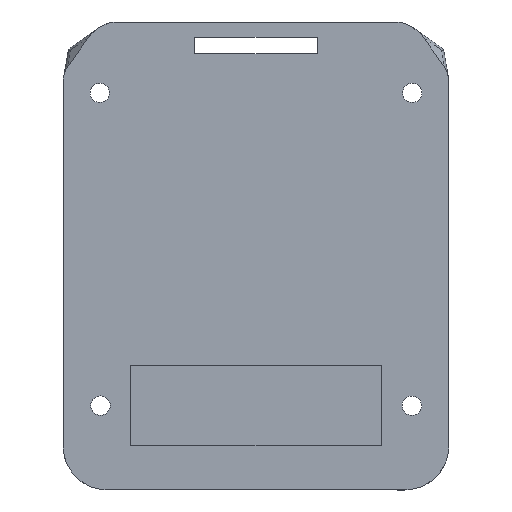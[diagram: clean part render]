
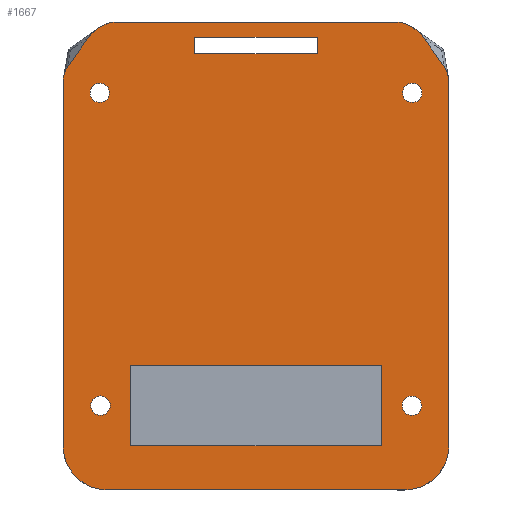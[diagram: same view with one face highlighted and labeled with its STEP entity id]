
A CAD part, top view. The second image highlights one B-rep face of the part: STEP entity #1667.
In plain terms, the highlighted planar face has unit normal (0, 0, 1).
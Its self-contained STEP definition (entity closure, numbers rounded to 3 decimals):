
#39=FACE_BOUND('',#288,.T.);
#40=FACE_BOUND('',#289,.T.);
#41=FACE_BOUND('',#290,.T.);
#42=FACE_BOUND('',#291,.T.);
#43=FACE_BOUND('',#292,.T.);
#44=FACE_BOUND('',#293,.T.);
#46=CIRCLE('',#1778,7.932);
#48=CIRCLE('',#1781,7.932);
#49=CIRCLE('',#1786,1.75);
#50=CIRCLE('',#1787,1.75);
#51=CIRCLE('',#1788,1.75);
#52=CIRCLE('',#1789,1.75);
#109=ELLIPSE('',#1782,3.354,2.);
#110=ELLIPSE('',#1783,4.,2.);
#111=ELLIPSE('',#1784,4.,2.);
#112=ELLIPSE('',#1785,3.354,2.);
#191=FACE_OUTER_BOUND('',#287,.T.);
#287=EDGE_LOOP('',(#1132,#1133,#1134,#1135,#1136,#1137,#1138,#1139,#1140,
#1141,#1142,#1143));
#288=EDGE_LOOP('',(#1144,#1145,#1146,#1147));
#289=EDGE_LOOP('',(#1148));
#290=EDGE_LOOP('',(#1149));
#291=EDGE_LOOP('',(#1150,#1151,#1152,#1153));
#292=EDGE_LOOP('',(#1154));
#293=EDGE_LOOP('',(#1155));
#400=LINE('',#2469,#553);
#404=LINE('',#2497,#557);
#405=LINE('',#2499,#558);
#406=LINE('',#2503,#559);
#407=LINE('',#2507,#560);
#408=LINE('',#2511,#561);
#409=LINE('',#2514,#562);
#410=LINE('',#2516,#563);
#411=LINE('',#2518,#564);
#412=LINE('',#2519,#565);
#413=LINE('',#2526,#566);
#414=LINE('',#2528,#567);
#415=LINE('',#2530,#568);
#416=LINE('',#2531,#569);
#553=VECTOR('',#1963,10.);
#557=VECTOR('',#1979,10.);
#558=VECTOR('',#1980,10.);
#559=VECTOR('',#1983,10.);
#560=VECTOR('',#1986,10.);
#561=VECTOR('',#1989,10.);
#562=VECTOR('',#1992,10.);
#563=VECTOR('',#1993,10.);
#564=VECTOR('',#1994,10.);
#565=VECTOR('',#1995,10.);
#566=VECTOR('',#2000,10.);
#567=VECTOR('',#2001,10.);
#568=VECTOR('',#2002,10.);
#569=VECTOR('',#2003,10.);
#705=VERTEX_POINT('',#2466);
#706=VERTEX_POINT('',#2468);
#710=VERTEX_POINT('',#2486);
#711=VERTEX_POINT('',#2488);
#713=VERTEX_POINT('',#2494);
#714=VERTEX_POINT('',#2495);
#715=VERTEX_POINT('',#2498);
#716=VERTEX_POINT('',#2500);
#717=VERTEX_POINT('',#2502);
#718=VERTEX_POINT('',#2504);
#719=VERTEX_POINT('',#2506);
#720=VERTEX_POINT('',#2508);
#721=VERTEX_POINT('',#2510);
#722=VERTEX_POINT('',#2512);
#723=VERTEX_POINT('',#2515);
#724=VERTEX_POINT('',#2517);
#725=VERTEX_POINT('',#2520);
#726=VERTEX_POINT('',#2522);
#727=VERTEX_POINT('',#2524);
#728=VERTEX_POINT('',#2525);
#729=VERTEX_POINT('',#2527);
#730=VERTEX_POINT('',#2529);
#731=VERTEX_POINT('',#2532);
#732=VERTEX_POINT('',#2534);
#864=EDGE_CURVE('',#705,#706,#400,.T.);
#869=EDGE_CURVE('',#711,#710,#46,.T.);
#872=EDGE_CURVE('',#713,#714,#48,.T.);
#873=EDGE_CURVE('',#714,#711,#404,.T.);
#874=EDGE_CURVE('',#710,#715,#405,.T.);
#875=EDGE_CURVE('',#715,#716,#109,.T.);
#876=EDGE_CURVE('',#716,#717,#406,.T.);
#877=EDGE_CURVE('',#717,#718,#110,.T.);
#878=EDGE_CURVE('',#718,#719,#407,.T.);
#879=EDGE_CURVE('',#719,#720,#111,.T.);
#880=EDGE_CURVE('',#720,#721,#408,.T.);
#881=EDGE_CURVE('',#721,#722,#112,.T.);
#882=EDGE_CURVE('',#722,#713,#409,.T.);
#883=EDGE_CURVE('',#705,#723,#410,.T.);
#884=EDGE_CURVE('',#723,#724,#411,.T.);
#885=EDGE_CURVE('',#724,#706,#412,.T.);
#886=EDGE_CURVE('',#725,#725,#49,.T.);
#887=EDGE_CURVE('',#726,#726,#50,.T.);
#888=EDGE_CURVE('',#727,#728,#413,.T.);
#889=EDGE_CURVE('',#728,#729,#414,.T.);
#890=EDGE_CURVE('',#729,#730,#415,.T.);
#891=EDGE_CURVE('',#730,#727,#416,.T.);
#892=EDGE_CURVE('',#731,#731,#51,.T.);
#893=EDGE_CURVE('',#732,#732,#52,.T.);
#1132=ORIENTED_EDGE('',*,*,#872,.T.);
#1133=ORIENTED_EDGE('',*,*,#873,.T.);
#1134=ORIENTED_EDGE('',*,*,#869,.T.);
#1135=ORIENTED_EDGE('',*,*,#874,.T.);
#1136=ORIENTED_EDGE('',*,*,#875,.T.);
#1137=ORIENTED_EDGE('',*,*,#876,.T.);
#1138=ORIENTED_EDGE('',*,*,#877,.T.);
#1139=ORIENTED_EDGE('',*,*,#878,.T.);
#1140=ORIENTED_EDGE('',*,*,#879,.T.);
#1141=ORIENTED_EDGE('',*,*,#880,.T.);
#1142=ORIENTED_EDGE('',*,*,#881,.T.);
#1143=ORIENTED_EDGE('',*,*,#882,.T.);
#1144=ORIENTED_EDGE('',*,*,#883,.T.);
#1145=ORIENTED_EDGE('',*,*,#884,.T.);
#1146=ORIENTED_EDGE('',*,*,#885,.T.);
#1147=ORIENTED_EDGE('',*,*,#864,.F.);
#1148=ORIENTED_EDGE('',*,*,#886,.T.);
#1149=ORIENTED_EDGE('',*,*,#887,.T.);
#1150=ORIENTED_EDGE('',*,*,#888,.T.);
#1151=ORIENTED_EDGE('',*,*,#889,.T.);
#1152=ORIENTED_EDGE('',*,*,#890,.T.);
#1153=ORIENTED_EDGE('',*,*,#891,.T.);
#1154=ORIENTED_EDGE('',*,*,#892,.T.);
#1155=ORIENTED_EDGE('',*,*,#893,.T.);
#1630=PLANE('',#1780);
#1667=ADVANCED_FACE('',(#191,#39,#40,#41,#42,#43,#44),#1630,.T.);
#1778=AXIS2_PLACEMENT_3D('',#2489,#1970,#1971);
#1780=AXIS2_PLACEMENT_3D('',#2493,#1975,#1976);
#1781=AXIS2_PLACEMENT_3D('',#2496,#1977,#1978);
#1782=AXIS2_PLACEMENT_3D('',#2501,#1981,#1982);
#1783=AXIS2_PLACEMENT_3D('',#2505,#1984,#1985);
#1784=AXIS2_PLACEMENT_3D('',#2509,#1987,#1988);
#1785=AXIS2_PLACEMENT_3D('',#2513,#1990,#1991);
#1786=AXIS2_PLACEMENT_3D('',#2521,#1996,#1997);
#1787=AXIS2_PLACEMENT_3D('',#2523,#1998,#1999);
#1788=AXIS2_PLACEMENT_3D('',#2533,#2004,#2005);
#1789=AXIS2_PLACEMENT_3D('',#2535,#2006,#2007);
#1963=DIRECTION('',(1.,0.,0.));
#1970=DIRECTION('center_axis',(0.,0.,1.));
#1971=DIRECTION('ref_axis',(1.,0.,0.));
#1975=DIRECTION('center_axis',(0.,0.,1.));
#1976=DIRECTION('ref_axis',(-1.,0.,0.));
#1977=DIRECTION('center_axis',(0.,0.,1.));
#1978=DIRECTION('ref_axis',(1.,0.,0.));
#1979=DIRECTION('',(1.,0.,0.));
#1980=DIRECTION('',(0.,1.,0.));
#1981=DIRECTION('center_axis',(0.,0.,1.));
#1982=DIRECTION('ref_axis',(0.171,-0.985,0.));
#1983=DIRECTION('',(-0.577,0.816,0.));
#1984=DIRECTION('center_axis',(0.,0.,1.));
#1985=DIRECTION('ref_axis',(-0.816,0.577,0.));
#1986=DIRECTION('',(-1.,0.,0.));
#1987=DIRECTION('center_axis',(0.,0.,1.));
#1988=DIRECTION('ref_axis',(-0.816,-0.577,0.));
#1989=DIRECTION('',(-0.577,-0.816,0.));
#1990=DIRECTION('center_axis',(0.,0.,1.));
#1991=DIRECTION('ref_axis',(0.171,0.985,0.));
#1992=DIRECTION('',(0.,-1.,0.));
#1993=DIRECTION('',(0.,1.,0.));
#1994=DIRECTION('',(1.,0.,0.));
#1995=DIRECTION('',(0.,-1.,0.));
#1996=DIRECTION('center_axis',(0.,0.,-1.));
#1997=DIRECTION('ref_axis',(1.,0.,0.));
#1998=DIRECTION('center_axis',(0.,0.,-1.));
#1999=DIRECTION('ref_axis',(1.,0.,0.));
#2000=DIRECTION('',(0.,-1.,0.));
#2001=DIRECTION('',(-1.,0.,0.));
#2002=DIRECTION('',(0.,1.,0.));
#2003=DIRECTION('',(1.,0.,0.));
#2004=DIRECTION('center_axis',(0.,0.,-1.));
#2005=DIRECTION('ref_axis',(-1.,0.,0.));
#2006=DIRECTION('center_axis',(0.,0.,-1.));
#2007=DIRECTION('ref_axis',(-1.,0.,0.));
#2466=CARTESIAN_POINT('',(-22.5,-5.75,13.7));
#2468=CARTESIAN_POINT('',(22.5,-5.75,13.7));
#2469=CARTESIAN_POINT('',(-34.682,-5.75,13.7));
#2486=CARTESIAN_POINT('',(34.682,-5.75,13.7));
#2488=CARTESIAN_POINT('',(26.75,-13.682,13.7));
#2489=CARTESIAN_POINT('Origin',(26.75,-5.75,13.7));
#2493=CARTESIAN_POINT('Origin',(12.502,23.68,13.7));
#2494=CARTESIAN_POINT('',(-34.682,-5.75,13.7));
#2495=CARTESIAN_POINT('',(-26.75,-13.682,13.7));
#2496=CARTESIAN_POINT('Origin',(-26.75,-5.75,13.7));
#2497=CARTESIAN_POINT('',(-1.686,-13.682,13.7));
#2498=CARTESIAN_POINT('',(34.682,59.538,13.7));
#2499=CARTESIAN_POINT('',(34.682,11.84,13.7));
#2500=CARTESIAN_POINT('',(33.813,62.462,13.7));
#2501=CARTESIAN_POINT('Origin',(32.629,60.135,13.7));
#2502=CARTESIAN_POINT('',(30.164,67.622,13.7));
#2503=CARTESIAN_POINT('',(37.773,56.861,13.7));
#2504=CARTESIAN_POINT('',(25.336,70.45,13.7));
#2505=CARTESIAN_POINT('Origin',(27.336,67.622,13.7));
#2506=CARTESIAN_POINT('',(-25.336,70.45,13.7));
#2507=CARTESIAN_POINT('',(-9.624,70.45,13.7));
#2508=CARTESIAN_POINT('',(-30.164,67.622,13.7));
#2509=CARTESIAN_POINT('Origin',(-27.336,67.622,13.7));
#2510=CARTESIAN_POINT('',(-33.813,62.462,13.7));
#2511=CARTESIAN_POINT('',(-33.606,62.755,13.7));
#2512=CARTESIAN_POINT('',(-34.682,59.538,13.7));
#2513=CARTESIAN_POINT('Origin',(-32.629,60.135,13.7));
#2514=CARTESIAN_POINT('',(-34.682,11.84,13.7));
#2515=CARTESIAN_POINT('',(-22.5,8.75,13.7));
#2516=CARTESIAN_POINT('',(-22.5,16.215,13.7));
#2517=CARTESIAN_POINT('',(22.5,8.75,13.7));
#2518=CARTESIAN_POINT('',(11.501,8.75,13.7));
#2519=CARTESIAN_POINT('',(22.5,16.215,13.7));
#2520=CARTESIAN_POINT('',(26.273,1.445,13.7));
#2521=CARTESIAN_POINT('Origin',(28.023,1.445,13.7));
#2522=CARTESIAN_POINT('',(-29.725,1.47,13.7));
#2523=CARTESIAN_POINT('Origin',(-27.975,1.47,13.7));
#2524=CARTESIAN_POINT('',(11.,67.75,13.7));
#2525=CARTESIAN_POINT('',(11.,64.75,13.7));
#2526=CARTESIAN_POINT('',(11.,45.715,13.7));
#2527=CARTESIAN_POINT('',(-11.,64.75,13.7));
#2528=CARTESIAN_POINT('',(0.751,64.75,13.7));
#2529=CARTESIAN_POINT('',(-11.,67.75,13.7));
#2530=CARTESIAN_POINT('',(-11.,44.215,13.7));
#2531=CARTESIAN_POINT('',(11.751,67.75,13.7));
#2532=CARTESIAN_POINT('',(-26.35,57.713,13.7));
#2533=CARTESIAN_POINT('Origin',(-28.1,57.713,13.7));
#2534=CARTESIAN_POINT('',(29.85,57.713,13.7));
#2535=CARTESIAN_POINT('Origin',(28.1,57.713,13.7));
